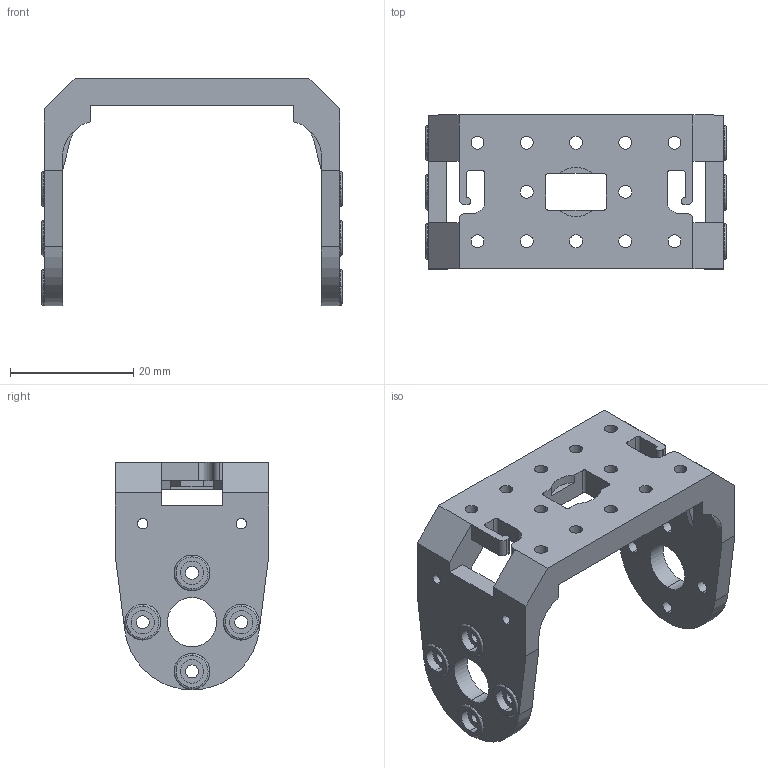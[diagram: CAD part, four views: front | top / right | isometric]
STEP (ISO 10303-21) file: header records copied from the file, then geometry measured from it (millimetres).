
FILE_DESCRIPTION (( 'STEP AP214' ), '1' );
FILE_NAME ('FP04-F2.STEP', '2019-11-20T00:25:03', ( '' ), ( '' ), 'SwSTEP 2.0', 'SolidWorks 2011', '' );
FILE_SCHEMA (( 'AUTOMOTIVE_DESIGN' ));
Length unit declared in the file: inch
Products named in the file (1): FP04-F2
Bounding box: 48.8 x 25 x 37 mm (x, y, z)
Volume: 7035.9 mm3; surface area: 7303.2 mm2
Topology: 1 solids, 1 shells, 413 faces, 1191 edges, 798 vertices
Faces by surface type: plane 278, cylinder 119, bspline 16
Entity records: 14707 total; most frequent: CARTESIAN_POINT 3547, ORIENTED_EDGE 2382, DIRECTION 2225, EDGE_CURVE 1191, VECTOR 889, LINE 889, VERTEX_POINT 798, AXIS2_PLACEMENT_3D 668
